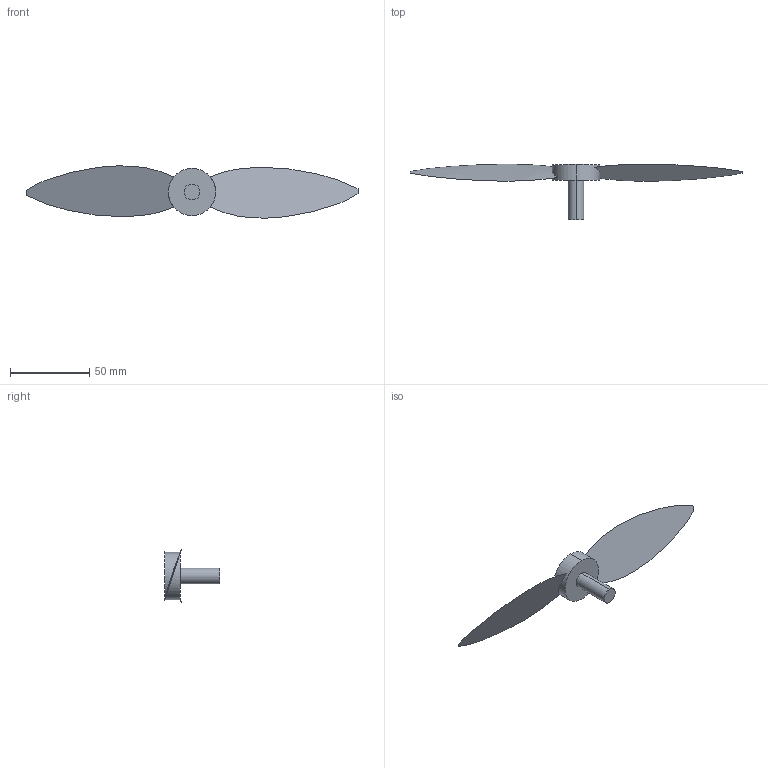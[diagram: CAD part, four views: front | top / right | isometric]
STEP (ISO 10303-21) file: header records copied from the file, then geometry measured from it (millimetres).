
FILE_DESCRIPTION (( 'STEP AP203' ), '1' );
FILE_NAME ('430propeller_Default_sldprt.STEP', '2021-07-04T03:32:35', ( '' ), ( '' ), 'SwSTEP 2.0', 'SolidWorks 2020', '' );
FILE_SCHEMA (( 'CONFIG_CONTROL_DESIGN' ));
Length unit declared in the file: millimetre
Products named in the file (1): 430propeller_Default_sldprt
Bounding box: 210 x 35.24 x 33.07 mm (x, y, z)
Volume: 10661.9 mm3; surface area: 12709.7 mm2
Topology: 1 solids, 1 shells, 13 faces, 24 edges, 16 vertices
Faces by surface type: plane 7, cylinder 4, bspline 2
Entity records: 499 total; most frequent: CARTESIAN_POINT 172, DIRECTION 50, ORIENTED_EDGE 48, EDGE_CURVE 24, AXIS2_PLACEMENT_3D 22, EDGE_LOOP 16, VERTEX_POINT 16, FACE_OUTER_BOUND 13
